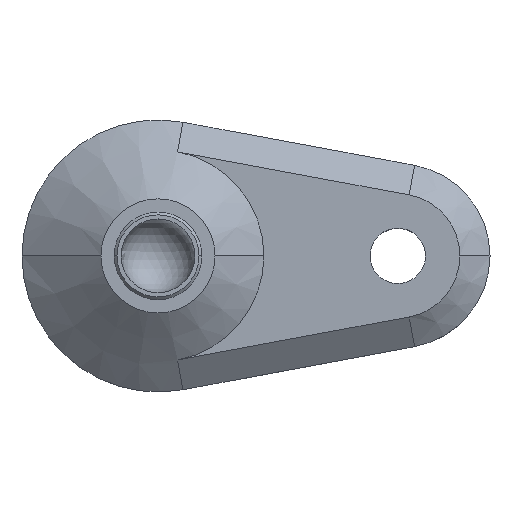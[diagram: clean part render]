
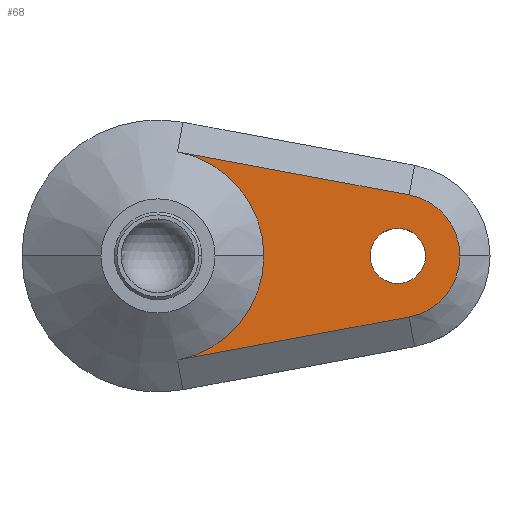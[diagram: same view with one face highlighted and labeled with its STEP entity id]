
A CAD part, top view. The second image highlights one B-rep face of the part: STEP entity #68.
In plain terms, the highlighted planar face has unit normal (0, 0, 1).
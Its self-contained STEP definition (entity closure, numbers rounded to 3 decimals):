
#68=ADVANCED_FACE('',(#142,#143),#144,.T.);
#142=FACE_OUTER_BOUND('',#223,.T.);
#143=FACE_BOUND('',#224,.T.);
#144=PLANE('',#225);
#223=EDGE_LOOP('',(#352,#353,#354,#355,#356,#357));
#224=EDGE_LOOP('',(#358,#359,#360));
#225=AXIS2_PLACEMENT_3D('',#361,#362,#363);
#352=ORIENTED_EDGE('',*,*,#519,.F.);
#353=ORIENTED_EDGE('',*,*,#515,.F.);
#354=ORIENTED_EDGE('',*,*,#505,.F.);
#355=ORIENTED_EDGE('',*,*,#517,.F.);
#356=ORIENTED_EDGE('',*,*,#509,.F.);
#357=ORIENTED_EDGE('',*,*,#490,.F.);
#358=ORIENTED_EDGE('',*,*,#499,.T.);
#359=ORIENTED_EDGE('',*,*,#520,.T.);
#360=ORIENTED_EDGE('',*,*,#500,.T.);
#361=CARTESIAN_POINT('',(31.808,0.,10.0));
#362=DIRECTION('',(0.0,0.0,1.0));
#363=DIRECTION('',(1.0,0.0,0.0));
#490=EDGE_CURVE('',#583,#585,#586,.T.);
#499=EDGE_CURVE('',#601,#598,#602,.T.);
#500=EDGE_CURVE('',#603,#601,#604,.T.);
#505=EDGE_CURVE('',#609,#611,#612,.T.);
#509=EDGE_CURVE('',#585,#617,#618,.T.);
#515=EDGE_CURVE('',#611,#623,#626,.T.);
#517=EDGE_CURVE('',#617,#609,#628,.T.);
#519=EDGE_CURVE('',#623,#583,#630,.T.);
#520=EDGE_CURVE('',#598,#603,#631,.T.);
#583=VERTEX_POINT('',#705);
#585=VERTEX_POINT('',#708);
#586=CIRCLE('',#709,22.962);
#598=VERTEX_POINT('',#767);
#601=VERTEX_POINT('',#771);
#602=CIRCLE('',#772,6.0);
#603=VERTEX_POINT('',#773);
#604=CIRCLE('',#774,6.0);
#609=VERTEX_POINT('',#780);
#611=VERTEX_POINT('',#783);
#612=CIRCLE('',#784,13.462);
#617=VERTEX_POINT('',#790);
#618=LINE('',#791,#792);
#623=VERTEX_POINT('',#799);
#626=LINE('',#845,#846);
#628=CIRCLE('',#848,13.462);
#630=CIRCLE('',#850,22.962);
#631=CIRCLE('',#851,6.0);
#705=CARTESIAN_POINT('',(22.962,0.,10.0));
#708=CARTESIAN_POINT('',(4.236,22.567,10.0));
#709=AXIS2_PLACEMENT_3D('',#920,#921,#922);
#767=CARTESIAN_POINT('',(52.,-6.,10.0));
#771=CARTESIAN_POINT('',(58.,0.,10.0));
#772=AXIS2_PLACEMENT_3D('',#932,#933,#934);
#773=CARTESIAN_POINT('',(52.,6.,10.0));
#774=AXIS2_PLACEMENT_3D('',#935,#936,#937);
#780=CARTESIAN_POINT('',(65.461,0.,10.0));
#783=CARTESIAN_POINT('',(54.459,-13.235,10.0));
#784=AXIS2_PLACEMENT_3D('',#943,#944,#945);
#790=CARTESIAN_POINT('',(54.459,13.235,10.0));
#791=CARTESIAN_POINT('',(19.568,19.718,10.0));
#792=VECTOR('',#950,1.0);
#799=CARTESIAN_POINT('',(4.236,-22.567,10.0));
#845=CARTESIAN_POINT('',(44.7,-15.048,10.0));
#846=VECTOR('',#954,1.0);
#848=AXIS2_PLACEMENT_3D('',#955,#956,#957);
#850=AXIS2_PLACEMENT_3D('',#958,#959,#960);
#851=AXIS2_PLACEMENT_3D('',#961,#962,#963);
#920=CARTESIAN_POINT('',(0.0,0.0,10.0));
#921=DIRECTION('',(0.0,0.0,1.0));
#922=DIRECTION('',(-1.0,0.0,0.0));
#932=CARTESIAN_POINT('',(52.,0.,10.0));
#933=DIRECTION('',(0.0,0.0,-1.0));
#934=DIRECTION('',(0.0,-1.0,0.0));
#935=CARTESIAN_POINT('',(52.,0.,10.0));
#936=DIRECTION('',(0.0,0.0,-1.0));
#937=DIRECTION('',(0.0,-1.0,0.0));
#943=CARTESIAN_POINT('',(52.,0.,10.0));
#944=DIRECTION('',(0.0,0.0,-1.0));
#945=DIRECTION('',(1.0,0.0,0.0));
#950=DIRECTION('',(0.983,-0.183,0.0));
#954=DIRECTION('',(-0.983,-0.183,0.0));
#955=CARTESIAN_POINT('',(52.,0.,10.0));
#956=DIRECTION('',(0.0,0.0,-1.0));
#957=DIRECTION('',(1.0,0.0,0.0));
#958=CARTESIAN_POINT('',(0.0,0.0,10.0));
#959=DIRECTION('',(0.0,0.0,1.0));
#960=DIRECTION('',(-1.0,0.0,0.0));
#961=CARTESIAN_POINT('',(52.,0.,10.0));
#962=DIRECTION('',(0.0,0.0,-1.0));
#963=DIRECTION('',(0.0,-1.0,0.0));
